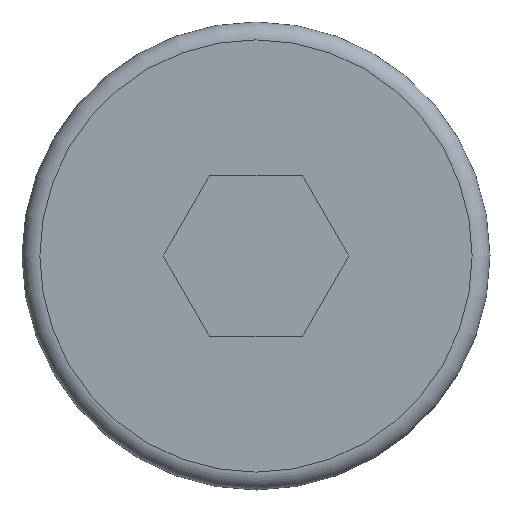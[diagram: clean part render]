
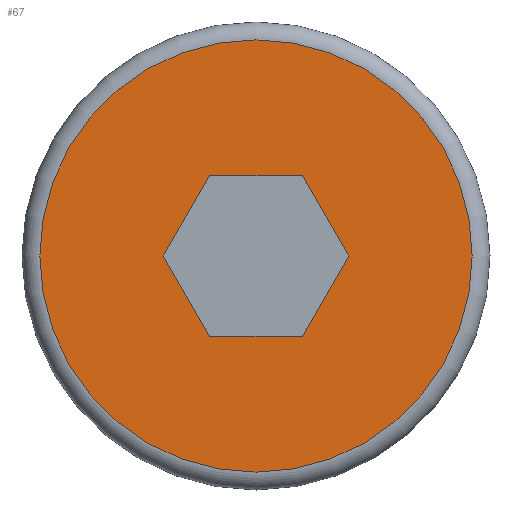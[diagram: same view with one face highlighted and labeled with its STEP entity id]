
A CAD part, left-side view. The second image highlights one B-rep face of the part: STEP entity #67.
In plain terms, the highlighted planar face has unit normal (-1, 0, 0).
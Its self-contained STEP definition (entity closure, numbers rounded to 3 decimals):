
#67 = ADVANCED_FACE( '', ( #143, #144 ), #145, .F. );
#143 = FACE_OUTER_BOUND( '', #226, .T. );
#144 = FACE_BOUND( '', #227, .T. );
#145 = PLANE( '', #228 );
#226 = EDGE_LOOP( '', ( #337 ) );
#227 = EDGE_LOOP( '', ( #338, #339, #340, #341, #342, #343 ) );
#228 = AXIS2_PLACEMENT_3D( '', #344, #345, #346 );
#337 = ORIENTED_EDGE( '', *, *, #429, .F. );
#338 = ORIENTED_EDGE( '', *, *, #445, .F. );
#339 = ORIENTED_EDGE( '', *, *, #446, .F. );
#340 = ORIENTED_EDGE( '', *, *, #438, .F. );
#341 = ORIENTED_EDGE( '', *, *, #419, .F. );
#342 = ORIENTED_EDGE( '', *, *, #424, .F. );
#343 = ORIENTED_EDGE( '', *, *, #434, .F. );
#344 = CARTESIAN_POINT( '', ( 0., 0., 0. ) );
#345 = DIRECTION( '', ( 1., 0., 0. ) );
#346 = DIRECTION( '', ( 0., 0., -1. ) );
#419 = EDGE_CURVE( '', #477, #478, #479, .T. );
#424 = EDGE_CURVE( '', #486, #477, #487, .T. );
#429 = EDGE_CURVE( '', #493, #493, #494, .T. );
#434 = EDGE_CURVE( '', #501, #486, #502, .T. );
#438 = EDGE_CURVE( '', #478, #507, #508, .T. );
#445 = EDGE_CURVE( '', #518, #501, #519, .T. );
#446 = EDGE_CURVE( '', #507, #518, #520, .T. );
#477 = VERTEX_POINT( '', #554 );
#478 = VERTEX_POINT( '', #555 );
#479 = LINE( '', #556, #557 );
#486 = VERTEX_POINT( '', #567 );
#487 = LINE( '', #568, #569 );
#493 = VERTEX_POINT( '', #577 );
#494 = CIRCLE( '', #578, 16.167 );
#501 = VERTEX_POINT( '', #585 );
#502 = LINE( '', #586, #587 );
#507 = VERTEX_POINT( '', #594 );
#508 = LINE( '', #595, #596 );
#518 = VERTEX_POINT( '', #608 );
#519 = LINE( '', #609, #610 );
#520 = LINE( '', #611, #612 );
#554 = CARTESIAN_POINT( '', ( 0., 3.464, -6. ) );
#555 = CARTESIAN_POINT( '', ( 0., -3.464, -6. ) );
#556 = CARTESIAN_POINT( '', ( 0., 0., -6. ) );
#557 = VECTOR( '', #651, 1000. );
#567 = CARTESIAN_POINT( '', ( 0., 6.928, 0. ) );
#568 = CARTESIAN_POINT( '', ( 0., 5.196, -3. ) );
#569 = VECTOR( '', #655, 1000. );
#577 = CARTESIAN_POINT( '', ( 0., 0., -16.167 ) );
#578 = AXIS2_PLACEMENT_3D( '', #658, #659, #660 );
#585 = CARTESIAN_POINT( '', ( 0., 3.464, 6. ) );
#586 = CARTESIAN_POINT( '', ( 0., 5.196, 3. ) );
#587 = VECTOR( '', #667, 1000. );
#594 = CARTESIAN_POINT( '', ( 0., -6.928, 0. ) );
#595 = CARTESIAN_POINT( '', ( 0., -5.196, -3. ) );
#596 = VECTOR( '', #670, 1000. );
#608 = CARTESIAN_POINT( '', ( 0., -3.464, 6. ) );
#609 = CARTESIAN_POINT( '', ( 0., 0., 6. ) );
#610 = VECTOR( '', #679, 1000. );
#611 = CARTESIAN_POINT( '', ( 0., -5.196, 3. ) );
#612 = VECTOR( '', #680, 1000. );
#651 = DIRECTION( '', ( 0., -1., 0. ) );
#655 = DIRECTION( '', ( 0., -0.5, -0.866 ) );
#658 = CARTESIAN_POINT( '', ( 0., 0., 0. ) );
#659 = DIRECTION( '', ( 1., 0., 0. ) );
#660 = DIRECTION( '', ( 0., 0., -1. ) );
#667 = DIRECTION( '', ( 0., 0.5, -0.866 ) );
#670 = DIRECTION( '', ( 0., -0.5, 0.866 ) );
#679 = DIRECTION( '', ( 0., 1., 0. ) );
#680 = DIRECTION( '', ( 0., 0.5, 0.866 ) );
